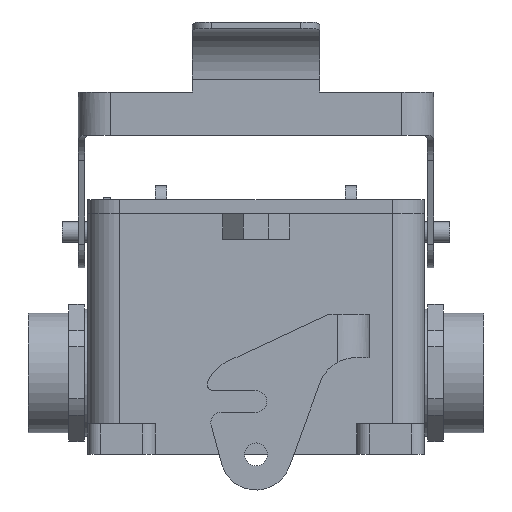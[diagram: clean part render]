
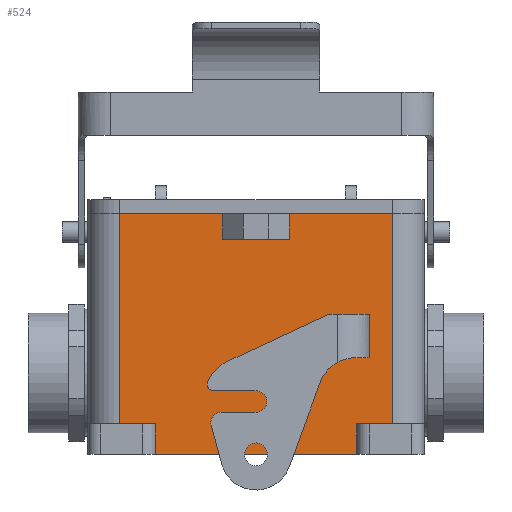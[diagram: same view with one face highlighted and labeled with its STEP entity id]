
A CAD part, front view. The second image highlights one B-rep face of the part: STEP entity #524.
In plain terms, the highlighted planar face has unit normal (0, -1, 0).
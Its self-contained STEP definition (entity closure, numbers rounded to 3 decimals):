
#524 = ADVANCED_FACE( '', ( #1256 ), #1257, .T. );
#1256 = FACE_OUTER_BOUND( '', #2240, .T. );
#1257 = PLANE( '', #2241 );
#2240 = EDGE_LOOP( '', ( #3747, #3748, #3749, #3750, #3751, #3752, #3753, #3754, #3755, #3756, #3757, #3758 ) );
#2241 = AXIS2_PLACEMENT_3D( '', #3759, #3760, #3761 );
#3747 = ORIENTED_EDGE( '', *, *, #6093, .F. );
#3748 = ORIENTED_EDGE( '', *, *, #5765, .F. );
#3749 = ORIENTED_EDGE( '', *, *, #6094, .F. );
#3750 = ORIENTED_EDGE( '', *, *, #6095, .F. );
#3751 = ORIENTED_EDGE( '', *, *, #5859, .T. );
#3752 = ORIENTED_EDGE( '', *, *, #6096, .F. );
#3753 = ORIENTED_EDGE( '', *, *, #6097, .T. );
#3754 = ORIENTED_EDGE( '', *, *, #6098, .T. );
#3755 = ORIENTED_EDGE( '', *, *, #6099, .F. );
#3756 = ORIENTED_EDGE( '', *, *, #6100, .T. );
#3757 = ORIENTED_EDGE( '', *, *, #6101, .T. );
#3758 = ORIENTED_EDGE( '', *, *, #5662, .T. );
#3759 = CARTESIAN_POINT( '', ( -66., -45., 94.5 ) );
#3760 = DIRECTION( '', ( 0., -1., 0. ) );
#3761 = DIRECTION( '', ( 0., 0., 1. ) );
#5662 = EDGE_CURVE( '', #6775, #6776, #6777, .F. );
#5765 = EDGE_CURVE( '', #6955, #6956, #6957, .F. );
#5859 = EDGE_CURVE( '', #7118, #7116, #7119, .T. );
#6093 = EDGE_CURVE( '', #6956, #6776, #7502, .T. );
#6094 = EDGE_CURVE( '', #7503, #6955, #7504, .T. );
#6095 = EDGE_CURVE( '', #7118, #7503, #7505, .F. );
#6096 = EDGE_CURVE( '', #7506, #7116, #7507, .T. );
#6097 = EDGE_CURVE( '', #7506, #7508, #7509, .T. );
#6098 = EDGE_CURVE( '', #7508, #7510, #7511, .T. );
#6099 = EDGE_CURVE( '', #7512, #7510, #7513, .T. );
#6100 = EDGE_CURVE( '', #7512, #7514, #7515, .F. );
#6101 = EDGE_CURVE( '', #7514, #6775, #7516, .T. );
#6775 = VERTEX_POINT( '', #8402 );
#6776 = VERTEX_POINT( '', #8403 );
#6777 = LINE( '', #8404, #8405 );
#6955 = VERTEX_POINT( '', #8640 );
#6956 = VERTEX_POINT( '', #8641 );
#6957 = LINE( '', #8642, #8643 );
#7116 = VERTEX_POINT( '', #8862 );
#7118 = VERTEX_POINT( '', #8865 );
#7119 = LINE( '', #8866, #8867 );
#7502 = LINE( '', #9414, #9415 );
#7503 = VERTEX_POINT( '', #9416 );
#7504 = LINE( '', #9417, #9418 );
#7505 = LINE( '', #9419, #9420 );
#7506 = VERTEX_POINT( '', #9421 );
#7507 = LINE( '', #9422, #9423 );
#7508 = VERTEX_POINT( '', #9424 );
#7509 = LINE( '', #9425, #9426 );
#7510 = VERTEX_POINT( '', #9427 );
#7511 = LINE( '', #9428, #9429 );
#7512 = VERTEX_POINT( '', #9430 );
#7513 = LINE( '', #9431, #9432 );
#7514 = VERTEX_POINT( '', #9433 );
#7515 = LINE( '', #9434, #9435 );
#7516 = LINE( '', #9436, #9437 );
#8402 = CARTESIAN_POINT( '', ( 13., -45., 94.5 ) );
#8403 = CARTESIAN_POINT( '', ( 13., -45., 84.5 ) );
#8404 = CARTESIAN_POINT( '', ( 13., -45., 89.5 ) );
#8405 = VECTOR( '', #10611, 1000. );
#8640 = CARTESIAN_POINT( '', ( -13., -45., 94.5 ) );
#8641 = CARTESIAN_POINT( '', ( -13., -45., 84.5 ) );
#8642 = CARTESIAN_POINT( '', ( -13., -45., 89.5 ) );
#8643 = VECTOR( '', #10747, 1000. );
#8862 = CARTESIAN_POINT( '', ( -39.5, -45., 12. ) );
#8865 = CARTESIAN_POINT( '', ( -53.5, -45., 12. ) );
#8866 = CARTESIAN_POINT( '', ( -66., -45., 12. ) );
#8867 = VECTOR( '', #10857, 1000. );
#9414 = CARTESIAN_POINT( '', ( -5., -45., 84.5 ) );
#9415 = VECTOR( '', #11147, 1000. );
#9416 = CARTESIAN_POINT( '', ( -53.5, -45., 94.5 ) );
#9417 = CARTESIAN_POINT( '', ( -66., -45., 94.5 ) );
#9418 = VECTOR( '', #11148, 1000. );
#9419 = CARTESIAN_POINT( '', ( -53.5, -45., 94.5 ) );
#9420 = VECTOR( '', #11149, 1000. );
#9421 = CARTESIAN_POINT( '', ( -39.5, -45., 0. ) );
#9422 = CARTESIAN_POINT( '', ( -39.5, -45., -117.947 ) );
#9423 = VECTOR( '', #11150, 1000. );
#9424 = CARTESIAN_POINT( '', ( 39.5, -45., 0. ) );
#9425 = CARTESIAN_POINT( '', ( -66., -45., 0. ) );
#9426 = VECTOR( '', #11151, 1000. );
#9427 = CARTESIAN_POINT( '', ( 39.5, -45., 12. ) );
#9428 = CARTESIAN_POINT( '', ( 39.5, -45., -117.947 ) );
#9429 = VECTOR( '', #11152, 1000. );
#9430 = CARTESIAN_POINT( '', ( 53.5, -45., 12. ) );
#9431 = CARTESIAN_POINT( '', ( 66., -45., 12. ) );
#9432 = VECTOR( '', #11153, 1000. );
#9433 = CARTESIAN_POINT( '', ( 53.5, -45., 94.5 ) );
#9434 = CARTESIAN_POINT( '', ( 53.5, -45., 94.5 ) );
#9435 = VECTOR( '', #11154, 1000. );
#9436 = CARTESIAN_POINT( '', ( 66., -45., 94.5 ) );
#9437 = VECTOR( '', #11155, 1000. );
#10611 = DIRECTION( '', ( 0., 0., 1. ) );
#10747 = DIRECTION( '', ( 0., 0., 1. ) );
#10857 = DIRECTION( '', ( 1., 0., 0. ) );
#11147 = DIRECTION( '', ( 1., 0., 0. ) );
#11148 = DIRECTION( '', ( 1., 0., 0. ) );
#11149 = DIRECTION( '', ( 0., 0., -1. ) );
#11150 = DIRECTION( '', ( 0., 0., 1. ) );
#11151 = DIRECTION( '', ( 1., 0., 0. ) );
#11152 = DIRECTION( '', ( 0., 0., 1. ) );
#11153 = DIRECTION( '', ( -1., 0., 0. ) );
#11154 = DIRECTION( '', ( 0., 0., -1. ) );
#11155 = DIRECTION( '', ( -1., 0., 0. ) );
